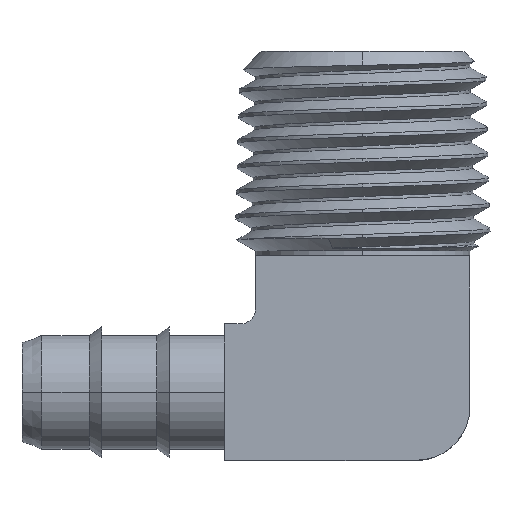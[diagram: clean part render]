
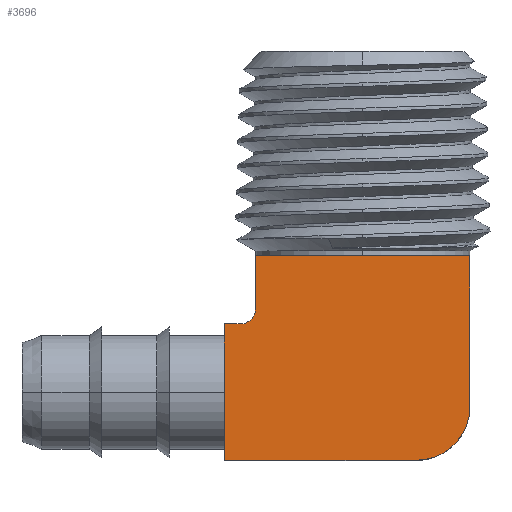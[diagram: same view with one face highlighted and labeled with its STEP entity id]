
A CAD part, top view. The second image highlights one B-rep face of the part: STEP entity #3696.
In plain terms, the highlighted planar face has unit normal (0, 0, 1).
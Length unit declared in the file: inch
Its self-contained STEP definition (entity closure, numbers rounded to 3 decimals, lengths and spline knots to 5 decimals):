
#224 = EDGE_LOOP ( 'NONE', ( #3990, #4004, #4019, #3970, #3989, #4259, #4244, #4147, #4075 ) ) ;
#284 = LINE ( 'NONE', #5709, #297 ) ;
#292 = LINE ( 'NONE', #5270, #295 ) ;
#295 = VECTOR ( 'NONE', #5274, 39.37008 ) ;
#297 = VECTOR ( 'NONE', #5553, 39.37008 ) ;
#305 = CIRCLE ( 'NONE', #4117, 0.11785 ) ;
#311 = LINE ( 'NONE', #5190, #314 ) ;
#314 = VECTOR ( 'NONE', #5702, 39.37008 ) ;
#366 = FACE_OUTER_BOUND ( 'NONE', #224, .T. ) ;
#455 = CIRCLE ( 'NONE', #2294, 0.0343 ) ;
#457 = LINE ( 'NONE', #2726, #460 ) ;
#460 = VECTOR ( 'NONE', #2724, 39.37008 ) ;
#464 = LINE ( 'NONE', #2719, #466 ) ;
#465 = LINE ( 'NONE', #2713, #468 ) ;
#466 = VECTOR ( 'NONE', #2723, 39.37008 ) ;
#467 = LINE ( 'NONE', #2711, #470 ) ;
#468 = VECTOR ( 'NONE', #2712, 39.37008 ) ;
#470 = VECTOR ( 'NONE', #2710, 39.37008 ) ;
#2294 = AXIS2_PLACEMENT_3D ( 'NONE', #2716, #2715, #2714 ) ;
#2710 = DIRECTION ( 'NONE',  ( 0., -1., 0. ) ) ;
#2711 = CARTESIAN_POINT ( 'NONE',  ( -0.3043, 0.15, 0.2357 ) ) ;
#2712 = DIRECTION ( 'NONE',  ( -1., 0., 0. ) ) ;
#2713 = CARTESIAN_POINT ( 'NONE',  ( -0.3043, 0.15, 0.2357 ) ) ;
#2714 = DIRECTION ( 'NONE',  ( 1., 0., 0. ) ) ;
#2715 = DIRECTION ( 'NONE',  ( 0., 0., -1. ) ) ;
#2716 = CARTESIAN_POINT ( 'NONE',  ( -0.27, 0.1843, 0.2357 ) ) ;
#2719 = CARTESIAN_POINT ( 'NONE',  ( -0.3043, -0.15, 0.2357 ) ) ;
#2723 = DIRECTION ( 'NONE',  ( 1., 0., 0. ) ) ;
#2724 = DIRECTION ( 'NONE',  ( 0., -1., 0. ) ) ;
#2726 = CARTESIAN_POINT ( 'NONE',  ( -0.2357, 0.3, 0.2357 ) ) ;
#3006 = DIRECTION ( 'NONE',  ( -1., 0., 0. ) ) ;
#3010 = DIRECTION ( 'NONE',  ( 0., 0., -1. ) ) ;
#3017 = PLANE ( 'NONE',  #4166 ) ;
#3150 = CARTESIAN_POINT ( 'NONE',  ( -0.3043, -0.15, 0.2357 ) ) ;
#3168 = CARTESIAN_POINT ( 'NONE',  ( 0., 0.3, 0.2357 ) ) ;
#3203 = CARTESIAN_POINT ( 'NONE',  ( -0.2357, 0.3, 0.2357 ) ) ;
#3210 = CARTESIAN_POINT ( 'NONE',  ( 0.11785, -0.15, 0.2357 ) ) ;
#3220 = CARTESIAN_POINT ( 'NONE',  ( -0.3043, 0.15, 0.2357 ) ) ;
#3254 = CARTESIAN_POINT ( 'NONE',  ( -0.27, 0.15, 0.2357 ) ) ;
#3266 = CARTESIAN_POINT ( 'NONE',  ( -0.2357, 0.1843, 0.2357 ) ) ;
#3284 = CARTESIAN_POINT ( 'NONE',  ( 0.2357, 0.3, 0.2357 ) ) ;
#3299 = CARTESIAN_POINT ( 'NONE',  ( 0.2357, -0.03215, 0.2357 ) ) ;
#3410 = CARTESIAN_POINT ( 'NONE',  ( 0.11785, -0.03215, 0.2357 ) ) ;
#3453 = EDGE_CURVE ( 'NONE', #3788, #3922, #292, .T. ) ;
#3454 = EDGE_CURVE ( 'NONE', #3922, #3879, #284, .T. ) ;
#3464 = EDGE_CURVE ( 'NONE', #3875, #3751, #305, .T. ) ;
#3466 = EDGE_CURVE ( 'NONE', #3751, #3788, #311, .T. ) ;
#3696 = ADVANCED_FACE ( 'NONE', ( #366 ), #3017, .F. ) ;
#3751 = VERTEX_POINT ( 'NONE', #3299 ) ;
#3788 = VERTEX_POINT ( 'NONE', #3284 ) ;
#3797 = VERTEX_POINT ( 'NONE', #3266 ) ;
#3818 = VERTEX_POINT ( 'NONE', #3254 ) ;
#3855 = VERTEX_POINT ( 'NONE', #3220 ) ;
#3875 = VERTEX_POINT ( 'NONE', #3210 ) ;
#3879 = VERTEX_POINT ( 'NONE', #3203 ) ;
#3922 = VERTEX_POINT ( 'NONE', #3168 ) ;
#3956 = VERTEX_POINT ( 'NONE', #3150 ) ;
#3970 = ORIENTED_EDGE ( 'NONE', *, *, #3453, .T. ) ;
#3989 = ORIENTED_EDGE ( 'NONE', *, *, #3454, .T. ) ;
#3990 = ORIENTED_EDGE ( 'NONE', *, *, #4191, .T. ) ;
#4004 = ORIENTED_EDGE ( 'NONE', *, *, #3464, .T. ) ;
#4019 = ORIENTED_EDGE ( 'NONE', *, *, #3466, .T. ) ;
#4075 = ORIENTED_EDGE ( 'NONE', *, *, #4193, .T. ) ;
#4117 = AXIS2_PLACEMENT_3D ( 'NONE', #5091, #5108, #5107 ) ;
#4147 = ORIENTED_EDGE ( 'NONE', *, *, #4192, .T. ) ;
#4166 = AXIS2_PLACEMENT_3D ( 'NONE', #3410, #3010, #3006 ) ;
#4187 = EDGE_CURVE ( 'NONE', #3879, #3797, #457, .T. ) ;
#4190 = EDGE_CURVE ( 'NONE', #3797, #3818, #455, .T. ) ;
#4191 = EDGE_CURVE ( 'NONE', #3956, #3875, #464, .T. ) ;
#4192 = EDGE_CURVE ( 'NONE', #3818, #3855, #465, .T. ) ;
#4193 = EDGE_CURVE ( 'NONE', #3855, #3956, #467, .T. ) ;
#4244 = ORIENTED_EDGE ( 'NONE', *, *, #4190, .T. ) ;
#4259 = ORIENTED_EDGE ( 'NONE', *, *, #4187, .T. ) ;
#5091 = CARTESIAN_POINT ( 'NONE',  ( 0.11785, -0.03215, 0.2357 ) ) ;
#5107 = DIRECTION ( 'NONE',  ( -1., 0., 0. ) ) ;
#5108 = DIRECTION ( 'NONE',  ( 0., 0., 1. ) ) ;
#5190 = CARTESIAN_POINT ( 'NONE',  ( 0.2357, 0.3, 0.2357 ) ) ;
#5270 = CARTESIAN_POINT ( 'NONE',  ( -0.2357, 0.3, 0.2357 ) ) ;
#5274 = DIRECTION ( 'NONE',  ( -1., 0., 0. ) ) ;
#5553 = DIRECTION ( 'NONE',  ( -1., 0., 0. ) ) ;
#5702 = DIRECTION ( 'NONE',  ( 0., 1., 0. ) ) ;
#5709 = CARTESIAN_POINT ( 'NONE',  ( -0.2357, 0.3, 0.2357 ) ) ;
